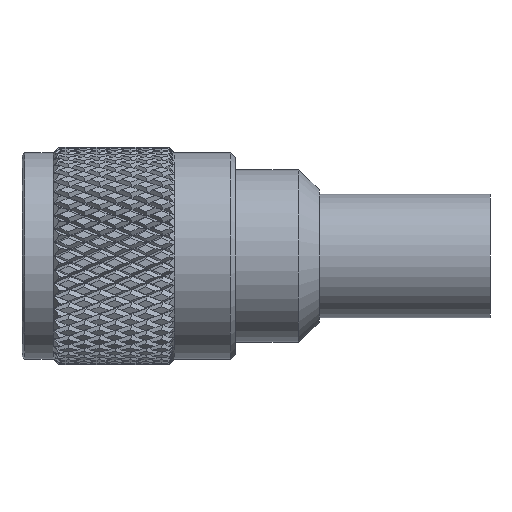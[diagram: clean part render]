
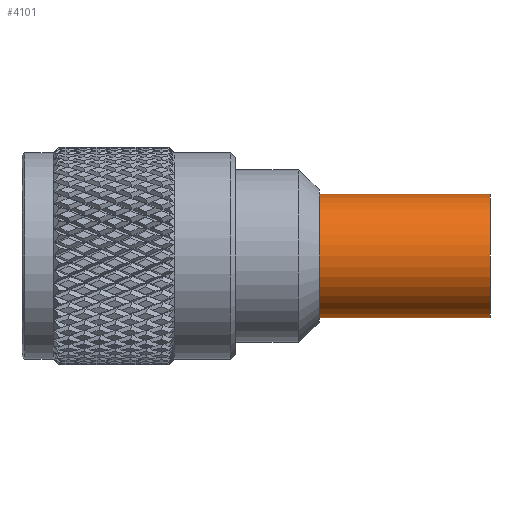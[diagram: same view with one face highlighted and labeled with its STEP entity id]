
A CAD part, front view. The second image highlights one B-rep face of the part: STEP entity #4101.
In plain terms, the highlighted cylindrical face has radius 6.248 mm (diameter 12.497 mm), a partial arc.
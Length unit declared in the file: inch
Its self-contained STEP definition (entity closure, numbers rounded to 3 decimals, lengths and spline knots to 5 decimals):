
#3362 = EDGE_CURVE ( 'NONE', #97053, #75419, #55148, .T. ) ;
#4101 = ADVANCED_FACE ( 'NONE', ( #65073 ), #90080, .T. ) ;
#9483 = AXIS2_PLACEMENT_3D ( 'NONE', #28775, #53237, #76959 ) ;
#9673 = DIRECTION ( 'NONE',  ( -1., 0., 0. ) ) ;
#12614 = ORIENTED_EDGE ( 'NONE', *, *, #3362, .F. ) ;
#12681 = VECTOR ( 'NONE', #24955, 39.37008 ) ;
#12689 = DIRECTION ( 'NONE',  ( -1., 0., 0. ) ) ;
#13257 = EDGE_CURVE ( 'NONE', #87339, #42766, #54277, .T. ) ;
#15299 = AXIS2_PLACEMENT_3D ( 'NONE', #61178, #12689, #45471 ) ;
#24955 = DIRECTION ( 'NONE',  ( -1., 0., 0. ) ) ;
#25058 = ORIENTED_EDGE ( 'NONE', *, *, #73779, .F. ) ;
#26730 = EDGE_LOOP ( 'NONE', ( #12614, #25058, #39421, #79782 ) ) ;
#28775 = CARTESIAN_POINT ( 'NONE',  ( 1.18469, 0., 0. ) ) ;
#32259 = CIRCLE ( 'NONE', #9483, 0.246 ) ;
#34154 = DIRECTION ( 'NONE',  ( 0., 0., -1. ) ) ;
#34837 = CARTESIAN_POINT ( 'NONE',  ( 1.86569, 0., 0. ) ) ;
#35088 = CARTESIAN_POINT ( 'NONE',  ( 1.86569, 0., 0.246 ) ) ;
#39421 = ORIENTED_EDGE ( 'NONE', *, *, #13257, .T. ) ;
#42766 = VERTEX_POINT ( 'NONE', #92215 ) ;
#44553 = CARTESIAN_POINT ( 'NONE',  ( 1.86569, 0., -0.246 ) ) ;
#45471 = DIRECTION ( 'NONE',  ( 0., 0., 1. ) ) ;
#53237 = DIRECTION ( 'NONE',  ( 1., 0., 0. ) ) ;
#54277 = LINE ( 'NONE', #91035, #81812 ) ;
#55148 = LINE ( 'NONE', #44553, #12681 ) ;
#61178 = CARTESIAN_POINT ( 'NONE',  ( 1.86569, 0., 0. ) ) ;
#65073 = FACE_OUTER_BOUND ( 'NONE', #26730, .T. ) ;
#73779 = EDGE_CURVE ( 'NONE', #87339, #97053, #86233, .T. ) ;
#75419 = VERTEX_POINT ( 'NONE', #94512 ) ;
#76959 = DIRECTION ( 'NONE',  ( 0., 0., -1. ) ) ;
#79591 = CARTESIAN_POINT ( 'NONE',  ( 1.86569, 0., -0.246 ) ) ;
#79782 = ORIENTED_EDGE ( 'NONE', *, *, #86684, .T. ) ;
#81812 = VECTOR ( 'NONE', #9673, 39.37008 ) ;
#82006 = DIRECTION ( 'NONE',  ( 1., 0., 0. ) ) ;
#86233 = CIRCLE ( 'NONE', #90363, 0.246 ) ;
#86684 = EDGE_CURVE ( 'NONE', #42766, #75419, #32259, .T. ) ;
#87339 = VERTEX_POINT ( 'NONE', #35088 ) ;
#90080 = CYLINDRICAL_SURFACE ( 'NONE', #15299, 0.246 ) ;
#90363 = AXIS2_PLACEMENT_3D ( 'NONE', #34837, #82006, #34154 ) ;
#91035 = CARTESIAN_POINT ( 'NONE',  ( 1.86569, 0., 0.246 ) ) ;
#92215 = CARTESIAN_POINT ( 'NONE',  ( 1.18469, 0., 0.246 ) ) ;
#94512 = CARTESIAN_POINT ( 'NONE',  ( 1.18469, 0., -0.246 ) ) ;
#97053 = VERTEX_POINT ( 'NONE', #79591 ) ;
